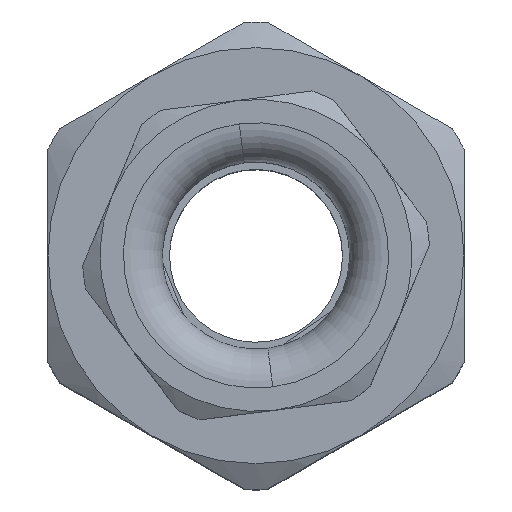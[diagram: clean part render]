
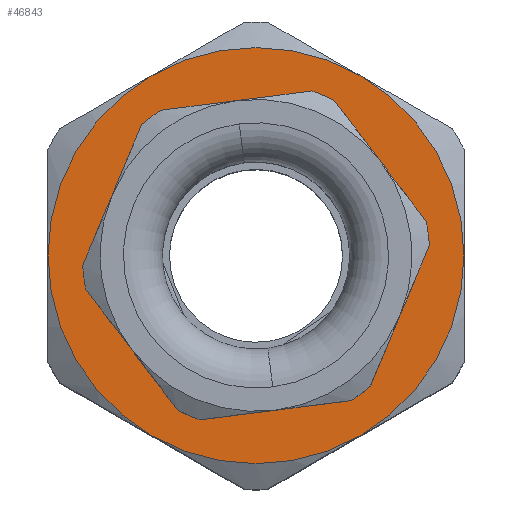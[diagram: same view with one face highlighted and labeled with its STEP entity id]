
A CAD part, top view. The second image highlights one B-rep face of the part: STEP entity #46843.
In plain terms, the highlighted planar face has unit normal (0, 0, 1).
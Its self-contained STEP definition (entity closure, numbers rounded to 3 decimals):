
#69 = CARTESIAN_POINT ( 'NONE',  ( 0., 0., 46. ) ) ;
#261 = VERTEX_POINT ( 'NONE', #56111 ) ;
#983 = DIRECTION ( 'NONE',  ( 1., 0., 0. ) ) ;
#1757 = EDGE_CURVE ( 'NONE', #45484, #51653, #10460, .T. ) ;
#2624 = EDGE_LOOP ( 'NONE', ( #23012, #42555, #11475, #42122, #49812, #16725 ) ) ;
#6336 = CARTESIAN_POINT ( 'NONE',  ( 0., 0., 46. ) ) ;
#6357 = FACE_BOUND ( 'NONE', #26772, .T. ) ;
#6552 = DIRECTION ( 'NONE',  ( 0., 0., 1. ) ) ;
#6674 = EDGE_CURVE ( 'NONE', #16508, #261, #19068, .T. ) ;
#7009 = VERTEX_POINT ( 'NONE', #13018 ) ;
#7471 = CARTESIAN_POINT ( 'NONE',  ( 0., 0., 46. ) ) ;
#9205 = PLANE ( 'NONE',  #46121 ) ;
#10154 = CARTESIAN_POINT ( 'NONE',  ( -8., 13.856, 46. ) ) ;
#10460 = CIRCLE ( 'NONE', #11422, 16. ) ;
#11422 = AXIS2_PLACEMENT_3D ( 'NONE', #33558, #18930, #983 ) ;
#11475 = ORIENTED_EDGE ( 'NONE', *, *, #26920, .T. ) ;
#12261 = AXIS2_PLACEMENT_3D ( 'NONE', #58823, #26196, #40515 ) ;
#13018 = CARTESIAN_POINT ( 'NONE',  ( -16., 0., 46. ) ) ;
#16508 = VERTEX_POINT ( 'NONE', #43999 ) ;
#16725 = ORIENTED_EDGE ( 'NONE', *, *, #6674, .T. ) ;
#17135 = DIRECTION ( 'NONE',  ( 1., 0., 0. ) ) ;
#17834 = VERTEX_POINT ( 'NONE', #10154 ) ;
#18292 = EDGE_CURVE ( 'NONE', #261, #45484, #22191, .T. ) ;
#18303 = DIRECTION ( 'NONE',  ( 0., 0., 1. ) ) ;
#18930 = DIRECTION ( 'NONE',  ( 0., 0., 1. ) ) ;
#19068 = CIRCLE ( 'NONE', #12261, 16. ) ;
#20010 = DIRECTION ( 'NONE',  ( 0., 0., -1. ) ) ;
#20760 = AXIS2_PLACEMENT_3D ( 'NONE', #47759, #20010, #20915 ) ;
#20915 = DIRECTION ( 'NONE',  ( 1., 0., 0. ) ) ;
#22015 = EDGE_CURVE ( 'NONE', #41608, #32795, #59661, .T. ) ;
#22191 = CIRCLE ( 'NONE', #32915, 16. ) ;
#22900 = CIRCLE ( 'NONE', #55036, 11.5 ) ;
#23012 = ORIENTED_EDGE ( 'NONE', *, *, #18292, .T. ) ;
#23334 = DIRECTION ( 'NONE',  ( 1., 0., 0. ) ) ;
#24282 = DIRECTION ( 'NONE',  ( 0., 0., 1. ) ) ;
#26196 = DIRECTION ( 'NONE',  ( 0., 0., 1. ) ) ;
#26772 = EDGE_LOOP ( 'NONE', ( #28907, #57175 ) ) ;
#26920 = EDGE_CURVE ( 'NONE', #51653, #17834, #51059, .T. ) ;
#27920 = DIRECTION ( 'NONE',  ( 0., 0., -1. ) ) ;
#28907 = ORIENTED_EDGE ( 'NONE', *, *, #22015, .T. ) ;
#32292 = AXIS2_PLACEMENT_3D ( 'NONE', #7471, #6552, #48901 ) ;
#32557 = AXIS2_PLACEMENT_3D ( 'NONE', #40286, #58897, #17135 ) ;
#32795 = VERTEX_POINT ( 'NONE', #46841 ) ;
#32915 = AXIS2_PLACEMENT_3D ( 'NONE', #6336, #18303, #47492 ) ;
#33034 = CIRCLE ( 'NONE', #40810, 16. ) ;
#33558 = CARTESIAN_POINT ( 'NONE',  ( 0., 0., 46. ) ) ;
#34323 = DIRECTION ( 'NONE',  ( 1., 0., 0. ) ) ;
#35006 = EDGE_CURVE ( 'NONE', #17834, #7009, #57572, .T. ) ;
#37365 = EDGE_CURVE ( 'NONE', #7009, #16508, #33034, .T. ) ;
#40286 = CARTESIAN_POINT ( 'NONE',  ( 0., 0., 46. ) ) ;
#40515 = DIRECTION ( 'NONE',  ( 1., 0., 0. ) ) ;
#40810 = AXIS2_PLACEMENT_3D ( 'NONE', #43790, #24282, #34323 ) ;
#41608 = VERTEX_POINT ( 'NONE', #48906 ) ;
#42122 = ORIENTED_EDGE ( 'NONE', *, *, #35006, .T. ) ;
#42555 = ORIENTED_EDGE ( 'NONE', *, *, #1757, .T. ) ;
#43790 = CARTESIAN_POINT ( 'NONE',  ( 0., 0., 46. ) ) ;
#43999 = CARTESIAN_POINT ( 'NONE',  ( -8., -13.856, 46. ) ) ;
#45484 = VERTEX_POINT ( 'NONE', #51242 ) ;
#46055 = EDGE_CURVE ( 'NONE', #32795, #41608, #22900, .T. ) ;
#46075 = FACE_OUTER_BOUND ( 'NONE', #2624, .T. ) ;
#46121 = AXIS2_PLACEMENT_3D ( 'NONE', #69, #55522, #46380 ) ;
#46380 = DIRECTION ( 'NONE',  ( 1., 0., 0. ) ) ;
#46841 = CARTESIAN_POINT ( 'NONE',  ( -11.5, 0., 46. ) ) ;
#46843 = ADVANCED_FACE ( 'NONE', ( #6357, #46075 ), #9205, .T. ) ;
#47492 = DIRECTION ( 'NONE',  ( 1., 0., 0. ) ) ;
#47596 = CARTESIAN_POINT ( 'NONE',  ( 8., 13.856, 46. ) ) ;
#47759 = CARTESIAN_POINT ( 'NONE',  ( 0., 0., 46. ) ) ;
#48901 = DIRECTION ( 'NONE',  ( 1., 0., 0. ) ) ;
#48906 = CARTESIAN_POINT ( 'NONE',  ( 11.5, 0., 46. ) ) ;
#49812 = ORIENTED_EDGE ( 'NONE', *, *, #37365, .T. ) ;
#51059 = CIRCLE ( 'NONE', #32557, 16. ) ;
#51242 = CARTESIAN_POINT ( 'NONE',  ( 16., 0., 46. ) ) ;
#51653 = VERTEX_POINT ( 'NONE', #47596 ) ;
#55036 = AXIS2_PLACEMENT_3D ( 'NONE', #55666, #27920, #23334 ) ;
#55522 = DIRECTION ( 'NONE',  ( 0., 0., 1. ) ) ;
#55666 = CARTESIAN_POINT ( 'NONE',  ( 0., 0., 46. ) ) ;
#56111 = CARTESIAN_POINT ( 'NONE',  ( 8., -13.856, 46. ) ) ;
#57175 = ORIENTED_EDGE ( 'NONE', *, *, #46055, .T. ) ;
#57572 = CIRCLE ( 'NONE', #32292, 16. ) ;
#58823 = CARTESIAN_POINT ( 'NONE',  ( 0., 0., 46. ) ) ;
#58897 = DIRECTION ( 'NONE',  ( 0., 0., 1. ) ) ;
#59661 = CIRCLE ( 'NONE', #20760, 11.5 ) ;
